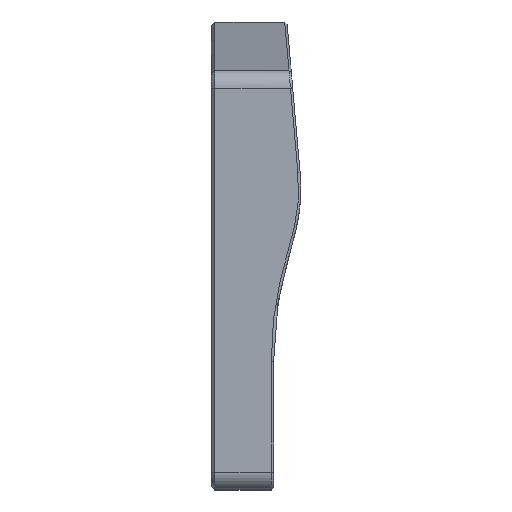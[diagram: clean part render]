
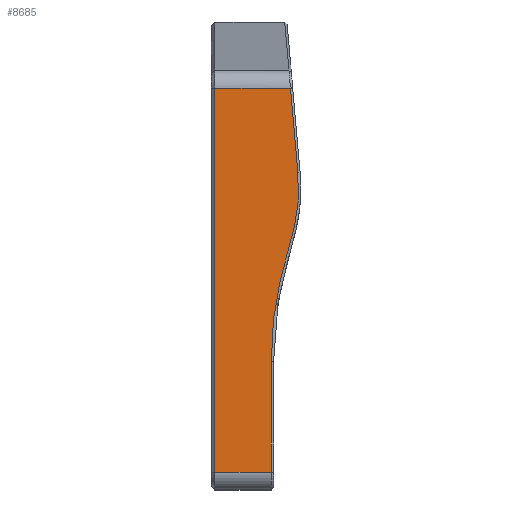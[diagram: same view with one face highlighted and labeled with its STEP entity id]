
A CAD part, left-side view. The second image highlights one B-rep face of the part: STEP entity #8685.
In plain terms, the highlighted planar face has unit normal (-1, 0, 0).
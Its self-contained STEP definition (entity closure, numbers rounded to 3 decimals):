
#126=PLANE('',#9240);
#526=FACE_OUTER_BOUND('',#1029,.T.);
#1029=EDGE_LOOP('',(#6691,#6692,#6693,#6694,#6695,#6696,#6697));
#1897=B_SPLINE_CURVE_WITH_KNOTS('',3,(#21999,#22000,#22001,#22002,#22003,
#22004,#22005,#22006),.UNSPECIFIED.,.F.,.F.,(4,1,1,1,1,4),(0.,
1.351,2.027,2.365,3.378,4.73),
 .UNSPECIFIED.);
#1923=B_SPLINE_CURVE_WITH_KNOTS('',3,(#22486,#22487,#22488,#22489),
 .UNSPECIFIED.,.F.,.F.,(4,4),(1.56,1.571),
 .UNSPECIFIED.);
#2166=LINE('',#21955,#2836);
#2170=LINE('',#22012,#2840);
#2236=LINE('',#22530,#2906);
#2237=LINE('',#22534,#2907);
#2238=LINE('',#22535,#2908);
#2836=VECTOR('',#10349,10.);
#2840=VECTOR('',#10355,10.);
#2906=VECTOR('',#10503,10.);
#2907=VECTOR('',#10508,10.);
#2908=VECTOR('',#10509,10.);
#3748=VERTEX_POINT('',#21948);
#3751=VERTEX_POINT('',#21953);
#3752=VERTEX_POINT('',#21988);
#3754=VERTEX_POINT('',#22008);
#3806=VERTEX_POINT('',#22429);
#3818=VERTEX_POINT('',#22529);
#3819=VERTEX_POINT('',#22533);
#4785=EDGE_CURVE('',#3751,#3748,#2166,.T.);
#4788=EDGE_CURVE('',#3748,#3752,#1897,.T.);
#4791=EDGE_CURVE('',#3752,#3754,#2170,.T.);
#4876=EDGE_CURVE('',#3806,#3751,#1923,.T.);
#4896=EDGE_CURVE('',#3754,#3818,#2236,.T.);
#4898=EDGE_CURVE('',#3819,#3806,#2237,.T.);
#4899=EDGE_CURVE('',#3818,#3819,#2238,.T.);
#6691=ORIENTED_EDGE('',*,*,#4791,.F.);
#6692=ORIENTED_EDGE('',*,*,#4788,.F.);
#6693=ORIENTED_EDGE('',*,*,#4785,.F.);
#6694=ORIENTED_EDGE('',*,*,#4876,.F.);
#6695=ORIENTED_EDGE('',*,*,#4898,.F.);
#6696=ORIENTED_EDGE('',*,*,#4899,.F.);
#6697=ORIENTED_EDGE('',*,*,#4896,.F.);
#8685=ADVANCED_FACE('',(#526),#126,.T.);
#9240=AXIS2_PLACEMENT_3D('',#22532,#10506,#10507);
#10349=DIRECTION('',(0.,-0.087,-0.996));
#10355=DIRECTION('',(0.,0.,-1.));
#10503=DIRECTION('',(0.,1.,0.));
#10506=DIRECTION('center_axis',(-1.,0.,0.));
#10507=DIRECTION('ref_axis',(0.,0.,1.));
#10508=DIRECTION('',(0.,-1.,0.));
#10509=DIRECTION('',(0.,0.,1.));
#21948=CARTESIAN_POINT('',(-120.943,-12.457,23.606));
#21953=CARTESIAN_POINT('',(-120.943,-10.799,42.556));
#21955=CARTESIAN_POINT('',(-120.943,-14.023,5.7));
#21988=CARTESIAN_POINT('',(-120.943,-6.5,-18.766));
#21999=CARTESIAN_POINT('Ctrl Pts',(-120.943,-12.457,23.606));
#22000=CARTESIAN_POINT('Ctrl Pts',(-120.943,-12.845,19.166));
#22001=CARTESIAN_POINT('Ctrl Pts',(-120.943,-12.35,13.854));
#22002=CARTESIAN_POINT('Ctrl Pts',(-120.943,-10.874,8.124));
#22003=CARTESIAN_POINT('Ctrl Pts',(-120.943,-9.452,3.139));
#22004=CARTESIAN_POINT('Ctrl Pts',(-120.943,-7.501,-3.84));
#22005=CARTESIAN_POINT('Ctrl Pts',(-120.943,-6.5,-12.343));
#22006=CARTESIAN_POINT('Ctrl Pts',(-120.943,-6.5,-18.766));
#22008=CARTESIAN_POINT('',(-120.943,-6.5,-43.6));
#22012=CARTESIAN_POINT('',(-120.943,-6.5,-33.183));
#22429=CARTESIAN_POINT('',(-120.943,-10.795,42.6));
#22486=CARTESIAN_POINT('Ctrl Pts',(-120.943,-10.795,42.6));
#22487=CARTESIAN_POINT('Ctrl Pts',(-120.943,-10.796,42.585));
#22488=CARTESIAN_POINT('Ctrl Pts',(-120.943,-10.797,42.571));
#22489=CARTESIAN_POINT('Ctrl Pts',(-120.943,-10.799,42.556));
#22529=CARTESIAN_POINT('',(-120.943,6.2,-43.6));
#22530=CARTESIAN_POINT('',(-120.943,0.,-43.6));
#22532=CARTESIAN_POINT('Origin',(-120.943,0.,-47.6));
#22533=CARTESIAN_POINT('',(-120.943,6.2,42.6));
#22534=CARTESIAN_POINT('',(-120.943,0.,42.6));
#22535=CARTESIAN_POINT('',(-120.943,6.2,-21.345));
